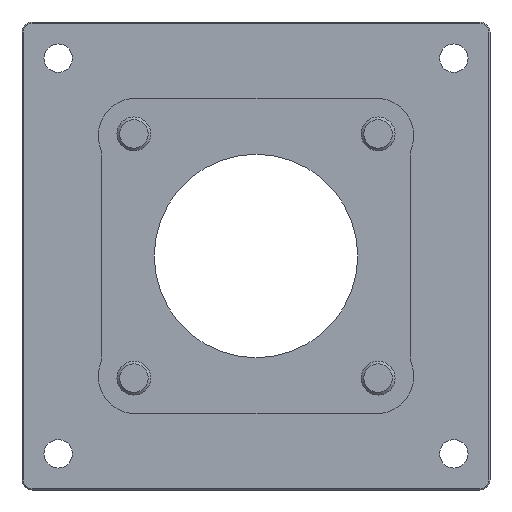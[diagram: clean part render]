
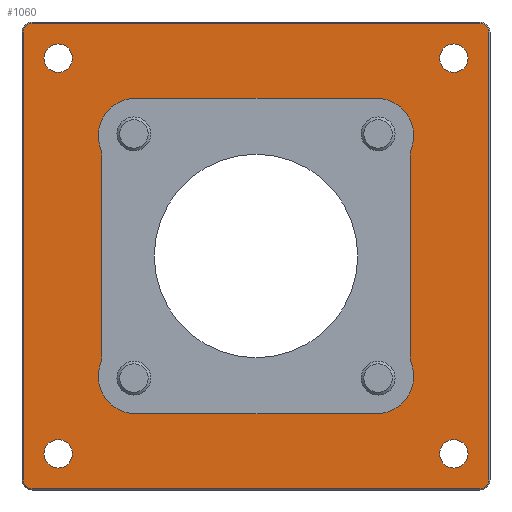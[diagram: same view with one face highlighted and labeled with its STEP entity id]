
A CAD part, front view. The second image highlights one B-rep face of the part: STEP entity #1060.
In plain terms, the highlighted planar face has unit normal (0, -1, 0).
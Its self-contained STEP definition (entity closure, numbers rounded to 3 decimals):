
#15=FACE_BOUND('',#164,.T.);
#16=FACE_BOUND('',#165,.T.);
#17=FACE_BOUND('',#166,.T.);
#18=FACE_BOUND('',#167,.T.);
#19=FACE_BOUND('',#168,.T.);
#58=PLANE('',#1165);
#96=FACE_OUTER_BOUND('',#163,.T.);
#163=EDGE_LOOP('',(#778,#779,#780,#781,#782,#783,#784,#785));
#164=EDGE_LOOP('',(#786,#787,#788,#789,#790,#791,#792,#793,#794,#795,#796,
#797));
#165=EDGE_LOOP('',(#798,#799));
#166=EDGE_LOOP('',(#800,#801));
#167=EDGE_LOOP('',(#802,#803));
#168=EDGE_LOOP('',(#804,#805));
#235=LINE('',#1662,#314);
#240=LINE('',#1676,#319);
#244=LINE('',#1688,#323);
#248=LINE('',#1700,#327);
#257=LINE('',#1726,#336);
#258=LINE('',#1732,#337);
#259=LINE('',#1738,#338);
#260=LINE('',#1744,#339);
#314=VECTOR('',#1308,10.);
#319=VECTOR('',#1321,10.);
#323=VECTOR('',#1333,10.);
#327=VECTOR('',#1345,10.);
#336=VECTOR('',#1374,10.);
#337=VECTOR('',#1379,10.);
#338=VECTOR('',#1384,10.);
#339=VECTOR('',#1389,10.);
#397=CIRCLE('',#1146,2.7);
#399=CIRCLE('',#1150,2.7);
#401=CIRCLE('',#1154,2.7);
#403=CIRCLE('',#1158,2.7);
#406=CIRCLE('',#1166,11.);
#407=CIRCLE('',#1167,6.1);
#408=CIRCLE('',#1168,6.1);
#409=CIRCLE('',#1169,11.);
#410=CIRCLE('',#1170,11.);
#411=CIRCLE('',#1171,6.1);
#412=CIRCLE('',#1172,6.1);
#413=CIRCLE('',#1173,11.);
#414=CIRCLE('',#1174,4.188);
#415=CIRCLE('',#1175,4.188);
#416=CIRCLE('',#1176,4.188);
#417=CIRCLE('',#1177,4.188);
#418=CIRCLE('',#1178,4.188);
#419=CIRCLE('',#1179,4.188);
#420=CIRCLE('',#1180,4.188);
#421=CIRCLE('',#1181,4.188);
#470=VERTEX_POINT('',#1659);
#471=VERTEX_POINT('',#1661);
#474=VERTEX_POINT('',#1669);
#476=VERTEX_POINT('',#1674);
#478=VERTEX_POINT('',#1681);
#480=VERTEX_POINT('',#1686);
#482=VERTEX_POINT('',#1693);
#484=VERTEX_POINT('',#1698);
#490=VERTEX_POINT('',#1724);
#491=VERTEX_POINT('',#1725);
#492=VERTEX_POINT('',#1727);
#493=VERTEX_POINT('',#1729);
#494=VERTEX_POINT('',#1731);
#495=VERTEX_POINT('',#1733);
#496=VERTEX_POINT('',#1735);
#497=VERTEX_POINT('',#1737);
#498=VERTEX_POINT('',#1739);
#499=VERTEX_POINT('',#1741);
#500=VERTEX_POINT('',#1743);
#501=VERTEX_POINT('',#1745);
#502=VERTEX_POINT('',#1748);
#503=VERTEX_POINT('',#1749);
#504=VERTEX_POINT('',#1752);
#505=VERTEX_POINT('',#1753);
#506=VERTEX_POINT('',#1756);
#507=VERTEX_POINT('',#1757);
#508=VERTEX_POINT('',#1760);
#509=VERTEX_POINT('',#1761);
#571=EDGE_CURVE('',#470,#471,#235,.T.);
#576=EDGE_CURVE('',#474,#470,#397,.T.);
#578=EDGE_CURVE('',#476,#474,#240,.T.);
#582=EDGE_CURVE('',#478,#476,#399,.T.);
#584=EDGE_CURVE('',#480,#478,#244,.T.);
#588=EDGE_CURVE('',#482,#480,#401,.T.);
#590=EDGE_CURVE('',#484,#482,#248,.T.);
#593=EDGE_CURVE('',#471,#484,#403,.T.);
#603=EDGE_CURVE('',#490,#491,#257,.T.);
#604=EDGE_CURVE('',#491,#492,#406,.T.);
#605=EDGE_CURVE('',#492,#493,#407,.T.);
#606=EDGE_CURVE('',#493,#494,#258,.T.);
#607=EDGE_CURVE('',#494,#495,#408,.T.);
#608=EDGE_CURVE('',#495,#496,#409,.T.);
#609=EDGE_CURVE('',#496,#497,#259,.T.);
#610=EDGE_CURVE('',#497,#498,#410,.T.);
#611=EDGE_CURVE('',#498,#499,#411,.T.);
#612=EDGE_CURVE('',#499,#500,#260,.T.);
#613=EDGE_CURVE('',#500,#501,#412,.T.);
#614=EDGE_CURVE('',#501,#490,#413,.T.);
#615=EDGE_CURVE('',#502,#503,#414,.T.);
#616=EDGE_CURVE('',#503,#502,#415,.T.);
#617=EDGE_CURVE('',#504,#505,#416,.T.);
#618=EDGE_CURVE('',#505,#504,#417,.T.);
#619=EDGE_CURVE('',#506,#507,#418,.T.);
#620=EDGE_CURVE('',#507,#506,#419,.T.);
#621=EDGE_CURVE('',#508,#509,#420,.T.);
#622=EDGE_CURVE('',#509,#508,#421,.T.);
#778=ORIENTED_EDGE('',*,*,#571,.F.);
#779=ORIENTED_EDGE('',*,*,#576,.F.);
#780=ORIENTED_EDGE('',*,*,#578,.F.);
#781=ORIENTED_EDGE('',*,*,#582,.F.);
#782=ORIENTED_EDGE('',*,*,#584,.F.);
#783=ORIENTED_EDGE('',*,*,#588,.F.);
#784=ORIENTED_EDGE('',*,*,#590,.F.);
#785=ORIENTED_EDGE('',*,*,#593,.F.);
#786=ORIENTED_EDGE('',*,*,#603,.T.);
#787=ORIENTED_EDGE('',*,*,#604,.T.);
#788=ORIENTED_EDGE('',*,*,#605,.T.);
#789=ORIENTED_EDGE('',*,*,#606,.T.);
#790=ORIENTED_EDGE('',*,*,#607,.T.);
#791=ORIENTED_EDGE('',*,*,#608,.T.);
#792=ORIENTED_EDGE('',*,*,#609,.T.);
#793=ORIENTED_EDGE('',*,*,#610,.T.);
#794=ORIENTED_EDGE('',*,*,#611,.T.);
#795=ORIENTED_EDGE('',*,*,#612,.T.);
#796=ORIENTED_EDGE('',*,*,#613,.T.);
#797=ORIENTED_EDGE('',*,*,#614,.T.);
#798=ORIENTED_EDGE('',*,*,#615,.T.);
#799=ORIENTED_EDGE('',*,*,#616,.T.);
#800=ORIENTED_EDGE('',*,*,#617,.T.);
#801=ORIENTED_EDGE('',*,*,#618,.T.);
#802=ORIENTED_EDGE('',*,*,#619,.T.);
#803=ORIENTED_EDGE('',*,*,#620,.T.);
#804=ORIENTED_EDGE('',*,*,#621,.T.);
#805=ORIENTED_EDGE('',*,*,#622,.T.);
#1060=ADVANCED_FACE('',(#96,#15,#16,#17,#18,#19),#58,.T.);
#1146=AXIS2_PLACEMENT_3D('',#1671,#1316,#1317);
#1150=AXIS2_PLACEMENT_3D('',#1683,#1328,#1329);
#1154=AXIS2_PLACEMENT_3D('',#1695,#1340,#1341);
#1158=AXIS2_PLACEMENT_3D('',#1704,#1351,#1352);
#1165=AXIS2_PLACEMENT_3D('',#1723,#1372,#1373);
#1166=AXIS2_PLACEMENT_3D('',#1728,#1375,#1376);
#1167=AXIS2_PLACEMENT_3D('',#1730,#1377,#1378);
#1168=AXIS2_PLACEMENT_3D('',#1734,#1380,#1381);
#1169=AXIS2_PLACEMENT_3D('',#1736,#1382,#1383);
#1170=AXIS2_PLACEMENT_3D('',#1740,#1385,#1386);
#1171=AXIS2_PLACEMENT_3D('',#1742,#1387,#1388);
#1172=AXIS2_PLACEMENT_3D('',#1746,#1390,#1391);
#1173=AXIS2_PLACEMENT_3D('',#1747,#1392,#1393);
#1174=AXIS2_PLACEMENT_3D('',#1750,#1394,#1395);
#1175=AXIS2_PLACEMENT_3D('',#1751,#1396,#1397);
#1176=AXIS2_PLACEMENT_3D('',#1754,#1398,#1399);
#1177=AXIS2_PLACEMENT_3D('',#1755,#1400,#1401);
#1178=AXIS2_PLACEMENT_3D('',#1758,#1402,#1403);
#1179=AXIS2_PLACEMENT_3D('',#1759,#1404,#1405);
#1180=AXIS2_PLACEMENT_3D('',#1762,#1406,#1407);
#1181=AXIS2_PLACEMENT_3D('',#1763,#1408,#1409);
#1308=DIRECTION('',(1.,0.,0.));
#1316=DIRECTION('center_axis',(0.,1.,0.));
#1317=DIRECTION('ref_axis',(-0.707,0.,0.707));
#1321=DIRECTION('',(0.,0.,1.));
#1328=DIRECTION('center_axis',(0.,1.,0.));
#1329=DIRECTION('ref_axis',(-0.707,0.,-0.707));
#1333=DIRECTION('',(-1.,0.,0.));
#1340=DIRECTION('center_axis',(0.,1.,0.));
#1341=DIRECTION('ref_axis',(0.707,0.,-0.707));
#1345=DIRECTION('',(0.,0.,-1.));
#1351=DIRECTION('center_axis',(0.,1.,0.));
#1352=DIRECTION('ref_axis',(0.707,0.,0.707));
#1372=DIRECTION('center_axis',(0.,-1.,0.));
#1373=DIRECTION('ref_axis',(0.,0.,-1.));
#1374=DIRECTION('',(-1.,0.,0.));
#1375=DIRECTION('center_axis',(0.,1.,0.));
#1376=DIRECTION('ref_axis',(0.,0.,1.));
#1377=DIRECTION('center_axis',(0.,-1.,0.));
#1378=DIRECTION('ref_axis',(1.,0.,0.));
#1379=DIRECTION('',(0.,0.,1.));
#1380=DIRECTION('center_axis',(0.,-1.,0.));
#1381=DIRECTION('ref_axis',(0.942,0.,0.337));
#1382=DIRECTION('center_axis',(0.,1.,0.));
#1383=DIRECTION('ref_axis',(0.942,0.,0.337));
#1384=DIRECTION('',(1.,0.,0.));
#1385=DIRECTION('center_axis',(0.,1.,0.));
#1386=DIRECTION('ref_axis',(0.,0.,-1.));
#1387=DIRECTION('center_axis',(0.,-1.,0.));
#1388=DIRECTION('ref_axis',(-1.,0.,0.));
#1389=DIRECTION('',(0.,0.,-1.));
#1390=DIRECTION('center_axis',(0.,-1.,0.));
#1391=DIRECTION('ref_axis',(-0.942,0.,-0.337));
#1392=DIRECTION('center_axis',(0.,1.,0.));
#1393=DIRECTION('ref_axis',(-0.942,0.,-0.337));
#1394=DIRECTION('center_axis',(0.,1.,0.));
#1395=DIRECTION('ref_axis',(1.,0.,0.));
#1396=DIRECTION('center_axis',(0.,1.,0.));
#1397=DIRECTION('ref_axis',(1.,0.,0.));
#1398=DIRECTION('center_axis',(0.,1.,0.));
#1399=DIRECTION('ref_axis',(1.,0.,0.));
#1400=DIRECTION('center_axis',(0.,1.,0.));
#1401=DIRECTION('ref_axis',(1.,0.,0.));
#1402=DIRECTION('center_axis',(0.,1.,0.));
#1403=DIRECTION('ref_axis',(1.,0.,0.));
#1404=DIRECTION('center_axis',(0.,1.,0.));
#1405=DIRECTION('ref_axis',(1.,0.,0.));
#1406=DIRECTION('center_axis',(0.,1.,0.));
#1407=DIRECTION('ref_axis',(1.,0.,0.));
#1408=DIRECTION('center_axis',(0.,1.,0.));
#1409=DIRECTION('ref_axis',(1.,0.,0.));
#1659=CARTESIAN_POINT('',(-66.,97.,68.7));
#1661=CARTESIAN_POINT('',(66.,97.,68.7));
#1662=CARTESIAN_POINT('',(-34.5,97.,68.7));
#1669=CARTESIAN_POINT('',(-68.7,97.,66.));
#1671=CARTESIAN_POINT('Origin',(-66.,97.,66.));
#1674=CARTESIAN_POINT('',(-68.7,97.,-66.));
#1676=CARTESIAN_POINT('',(-68.7,97.,-34.5));
#1681=CARTESIAN_POINT('',(-66.,97.,-68.7));
#1683=CARTESIAN_POINT('Origin',(-66.,97.,-66.));
#1686=CARTESIAN_POINT('',(66.,97.,-68.7));
#1688=CARTESIAN_POINT('',(34.5,97.,-68.7));
#1693=CARTESIAN_POINT('',(68.7,97.,-66.));
#1695=CARTESIAN_POINT('Origin',(66.,97.,-66.));
#1698=CARTESIAN_POINT('',(68.7,97.,66.));
#1700=CARTESIAN_POINT('',(68.7,97.,34.5));
#1704=CARTESIAN_POINT('Origin',(66.,97.,66.));
#1723=CARTESIAN_POINT('Origin',(0.,97.,0.));
#1724=CARTESIAN_POINT('',(35.5,97.,-46.5));
#1725=CARTESIAN_POINT('',(-35.5,97.,-46.5));
#1726=CARTESIAN_POINT('',(-35.5,97.,-46.5));
#1727=CARTESIAN_POINT('',(-45.857,97.,-31.793));
#1728=CARTESIAN_POINT('Origin',(-35.5,97.,-35.5));
#1729=CARTESIAN_POINT('',(-45.5,97.,-29.738));
#1730=CARTESIAN_POINT('Origin',(-51.6,97.,-29.738));
#1731=CARTESIAN_POINT('',(-45.5,97.,29.738));
#1732=CARTESIAN_POINT('',(-45.5,97.,29.738));
#1733=CARTESIAN_POINT('',(-45.857,97.,31.793));
#1734=CARTESIAN_POINT('Origin',(-51.6,97.,29.738));
#1735=CARTESIAN_POINT('',(-35.5,97.,46.5));
#1736=CARTESIAN_POINT('Origin',(-35.5,97.,35.5));
#1737=CARTESIAN_POINT('',(35.5,97.,46.5));
#1738=CARTESIAN_POINT('',(35.5,97.,46.5));
#1739=CARTESIAN_POINT('',(45.857,97.,31.793));
#1740=CARTESIAN_POINT('Origin',(35.5,97.,35.5));
#1741=CARTESIAN_POINT('',(45.5,97.,29.738));
#1742=CARTESIAN_POINT('Origin',(51.6,97.,29.738));
#1743=CARTESIAN_POINT('',(45.5,97.,-29.738));
#1744=CARTESIAN_POINT('',(45.5,97.,-29.738));
#1745=CARTESIAN_POINT('',(45.857,97.,-31.793));
#1746=CARTESIAN_POINT('Origin',(51.6,97.,-29.738));
#1747=CARTESIAN_POINT('Origin',(35.5,97.,-35.5));
#1748=CARTESIAN_POINT('',(62.524,97.,-58.336));
#1749=CARTESIAN_POINT('',(54.148,97.,-58.336));
#1750=CARTESIAN_POINT('Origin',(58.336,97.,-58.336));
#1751=CARTESIAN_POINT('Origin',(58.336,97.,-58.336));
#1752=CARTESIAN_POINT('',(-54.148,97.,58.336));
#1753=CARTESIAN_POINT('',(-62.524,97.,58.336));
#1754=CARTESIAN_POINT('Origin',(-58.336,97.,58.336));
#1755=CARTESIAN_POINT('Origin',(-58.336,97.,58.336));
#1756=CARTESIAN_POINT('',(62.524,97.,58.336));
#1757=CARTESIAN_POINT('',(54.148,97.,58.336));
#1758=CARTESIAN_POINT('Origin',(58.336,97.,58.336));
#1759=CARTESIAN_POINT('Origin',(58.336,97.,58.336));
#1760=CARTESIAN_POINT('',(-54.148,97.,-58.336));
#1761=CARTESIAN_POINT('',(-62.524,97.,-58.336));
#1762=CARTESIAN_POINT('Origin',(-58.336,97.,-58.336));
#1763=CARTESIAN_POINT('Origin',(-58.336,97.,-58.336));
